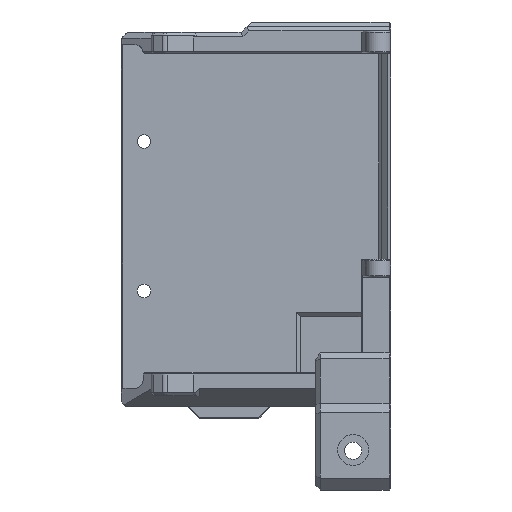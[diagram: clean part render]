
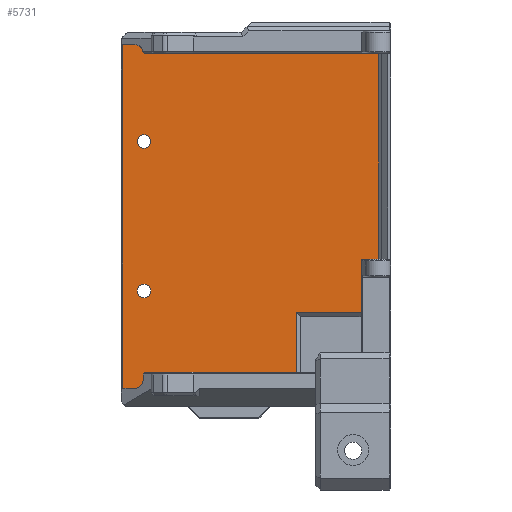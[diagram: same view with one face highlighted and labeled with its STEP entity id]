
A CAD part, left-side view. The second image highlights one B-rep face of the part: STEP entity #5731.
In plain terms, the highlighted planar face has unit normal (-1, 0, 0).
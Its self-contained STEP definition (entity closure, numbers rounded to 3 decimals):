
#26=FACE_BOUND('',#761,.T.);
#27=FACE_BOUND('',#762,.T.);
#95=PLANE('',#6137);
#424=FACE_OUTER_BOUND('',#760,.T.);
#760=EDGE_LOOP('',(#4345,#4346,#4347,#4348,#4349,#4350,#4351,#4352,#4353,
#4354,#4355,#4356,#4357,#4358));
#761=EDGE_LOOP('',(#4359));
#762=EDGE_LOOP('',(#4360));
#1301=LINE('',#8642,#2042);
#1304=LINE('',#8648,#2045);
#1305=LINE('',#8650,#2046);
#1306=LINE('',#8651,#2047);
#1307=LINE('',#8653,#2048);
#1308=LINE('',#8655,#2049);
#1309=LINE('',#8657,#2050);
#1310=LINE('',#8659,#2051);
#1311=LINE('',#8661,#2052);
#1312=LINE('',#8663,#2053);
#1313=LINE('',#8665,#2054);
#1314=LINE('',#8667,#2055);
#1315=LINE('',#8669,#2056);
#1316=LINE('',#8670,#2057);
#2042=VECTOR('',#6933,1000.);
#2045=VECTOR('',#6938,1000.);
#2046=VECTOR('',#6939,1000.);
#2047=VECTOR('',#6940,1000.);
#2048=VECTOR('',#6941,1000.);
#2049=VECTOR('',#6942,1000.);
#2050=VECTOR('',#6943,1000.);
#2051=VECTOR('',#6944,1000.);
#2052=VECTOR('',#6945,1000.);
#2053=VECTOR('',#6946,1000.);
#2054=VECTOR('',#6947,1000.);
#2055=VECTOR('',#6948,1000.);
#2056=VECTOR('',#6949,1000.);
#2057=VECTOR('',#6950,1000.);
#2552=CIRCLE('',#6036,2.25);
#2555=CIRCLE('',#6041,2.25);
#2646=VERTEX_POINT('',#8071);
#2649=VERTEX_POINT('',#8081);
#2870=VERTEX_POINT('',#8639);
#2871=VERTEX_POINT('',#8641);
#2872=VERTEX_POINT('',#8646);
#2873=VERTEX_POINT('',#8647);
#2874=VERTEX_POINT('',#8649);
#2875=VERTEX_POINT('',#8652);
#2876=VERTEX_POINT('',#8654);
#2877=VERTEX_POINT('',#8656);
#2878=VERTEX_POINT('',#8658);
#2879=VERTEX_POINT('',#8660);
#2880=VERTEX_POINT('',#8662);
#2881=VERTEX_POINT('',#8664);
#2882=VERTEX_POINT('',#8666);
#2883=VERTEX_POINT('',#8668);
#3159=EDGE_CURVE('',#2646,#2646,#2552,.T.);
#3164=EDGE_CURVE('',#2649,#2649,#2555,.T.);
#3439=EDGE_CURVE('',#2870,#2871,#1301,.T.);
#3442=EDGE_CURVE('',#2872,#2873,#1304,.T.);
#3443=EDGE_CURVE('',#2872,#2874,#1305,.T.);
#3444=EDGE_CURVE('',#2874,#2871,#1306,.T.);
#3445=EDGE_CURVE('',#2875,#2870,#1307,.T.);
#3446=EDGE_CURVE('',#2876,#2875,#1308,.T.);
#3447=EDGE_CURVE('',#2876,#2877,#1309,.T.);
#3448=EDGE_CURVE('',#2878,#2877,#1310,.T.);
#3449=EDGE_CURVE('',#2878,#2879,#1311,.T.);
#3450=EDGE_CURVE('',#2879,#2880,#1312,.T.);
#3451=EDGE_CURVE('',#2880,#2881,#1313,.T.);
#3452=EDGE_CURVE('',#2882,#2881,#1314,.T.);
#3453=EDGE_CURVE('',#2883,#2882,#1315,.T.);
#3454=EDGE_CURVE('',#2873,#2883,#1316,.T.);
#4345=ORIENTED_EDGE('',*,*,#3442,.F.);
#4346=ORIENTED_EDGE('',*,*,#3443,.T.);
#4347=ORIENTED_EDGE('',*,*,#3444,.T.);
#4348=ORIENTED_EDGE('',*,*,#3439,.F.);
#4349=ORIENTED_EDGE('',*,*,#3445,.F.);
#4350=ORIENTED_EDGE('',*,*,#3446,.F.);
#4351=ORIENTED_EDGE('',*,*,#3447,.T.);
#4352=ORIENTED_EDGE('',*,*,#3448,.F.);
#4353=ORIENTED_EDGE('',*,*,#3449,.T.);
#4354=ORIENTED_EDGE('',*,*,#3450,.T.);
#4355=ORIENTED_EDGE('',*,*,#3451,.T.);
#4356=ORIENTED_EDGE('',*,*,#3452,.F.);
#4357=ORIENTED_EDGE('',*,*,#3453,.F.);
#4358=ORIENTED_EDGE('',*,*,#3454,.F.);
#4359=ORIENTED_EDGE('',*,*,#3159,.F.);
#4360=ORIENTED_EDGE('',*,*,#3164,.F.);
#5731=ADVANCED_FACE('',(#424,#26,#27),#95,.T.);
#6036=AXIS2_PLACEMENT_3D('',#8072,#6494,#6495);
#6041=AXIS2_PLACEMENT_3D('',#8082,#6506,#6507);
#6137=AXIS2_PLACEMENT_3D('',#8645,#6936,#6937);
#6494=DIRECTION('center_axis',(-1.,0.,0.));
#6495=DIRECTION('ref_axis',(0.,0.,1.));
#6506=DIRECTION('center_axis',(-1.,0.,0.));
#6507=DIRECTION('ref_axis',(0.,0.,1.));
#6933=DIRECTION('',(0.,0.,-1.));
#6936=DIRECTION('center_axis',(-1.,0.,0.));
#6937=DIRECTION('ref_axis',(0.,0.,1.));
#6938=DIRECTION('',(0.,-1.,0.));
#6939=DIRECTION('',(0.,0.,-1.));
#6940=DIRECTION('',(0.,-1.,0.));
#6941=DIRECTION('',(0.,1.,0.));
#6942=DIRECTION('',(0.,0.707,0.707));
#6943=DIRECTION('',(0.,-1.,0.));
#6944=DIRECTION('',(0.,0.,-1.));
#6945=DIRECTION('',(0.,-1.,0.));
#6946=DIRECTION('',(0.,0.,1.));
#6947=DIRECTION('',(0.,1.,0.));
#6948=DIRECTION('',(0.,-0.707,0.707));
#6949=DIRECTION('',(0.,-1.,0.));
#6950=DIRECTION('',(0.,0.,-1.));
#8071=CARTESIAN_POINT('',(50.,82.5,-36.25));
#8072=CARTESIAN_POINT('Origin',(50.,82.5,-38.5));
#8081=CARTESIAN_POINT('',(50.,82.5,-86.25));
#8082=CARTESIAN_POINT('Origin',(50.,82.5,-88.5));
#8639=CARTESIAN_POINT('',(50.,50.,-115.7));
#8641=CARTESIAN_POINT('',(50.,50.,-121.));
#8642=CARTESIAN_POINT('',(50.,50.,-121.));
#8645=CARTESIAN_POINT('Origin',(50.,90.,0.));
#8646=CARTESIAN_POINT('',(50.,89.5,-6.));
#8647=CARTESIAN_POINT('',(50.,50.,-6.));
#8648=CARTESIAN_POINT('',(50.,90.,-6.));
#8649=CARTESIAN_POINT('',(50.,89.5,-121.));
#8650=CARTESIAN_POINT('',(50.,89.5,0.));
#8651=CARTESIAN_POINT('',(50.,90.,-121.));
#8652=CARTESIAN_POINT('',(50.,48.,-115.7));
#8653=CARTESIAN_POINT('',(50.,50.,-115.7));
#8654=CARTESIAN_POINT('',(50.,45.7,-118.));
#8655=CARTESIAN_POINT('',(50.,48.,-115.7));
#8656=CARTESIAN_POINT('',(50.,31.5,-118.));
#8657=CARTESIAN_POINT('',(50.,31.5,-118.));
#8658=CARTESIAN_POINT('',(50.,31.5,-95.5));
#8659=CARTESIAN_POINT('',(50.,31.5,0.));
#8660=CARTESIAN_POINT('',(50.,4.,-95.5));
#8661=CARTESIAN_POINT('',(50.,0.,-95.5));
#8662=CARTESIAN_POINT('',(50.,4.,-4.5));
#8663=CARTESIAN_POINT('',(50.,4.,-3.5));
#8664=CARTESIAN_POINT('',(50.,44.539,-4.5));
#8665=CARTESIAN_POINT('',(50.,43.539,-4.5));
#8666=CARTESIAN_POINT('',(50.,48.5,-8.461));
#8667=CARTESIAN_POINT('',(50.,48.5,-8.461));
#8668=CARTESIAN_POINT('',(50.,50.,-8.461));
#8669=CARTESIAN_POINT('',(50.,50.,-8.461));
#8670=CARTESIAN_POINT('',(50.,50.,-6.));
